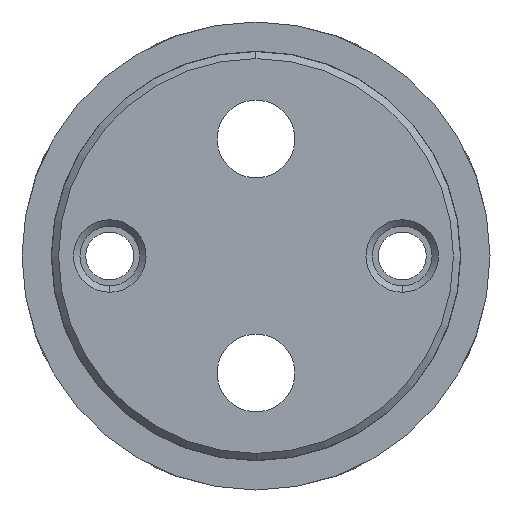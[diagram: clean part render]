
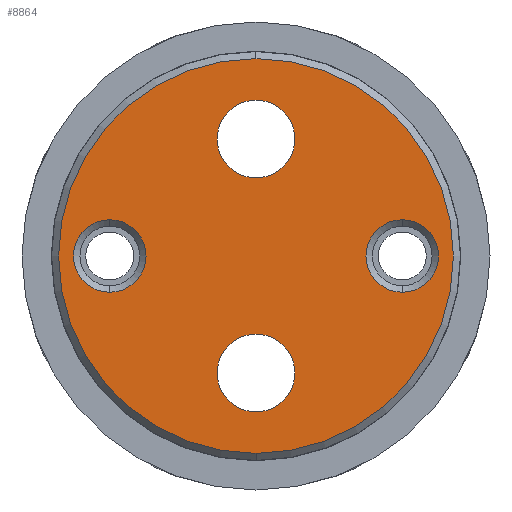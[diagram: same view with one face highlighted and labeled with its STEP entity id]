
A CAD part, left-side view. The second image highlights one B-rep face of the part: STEP entity #8864.
In plain terms, the highlighted planar face has unit normal (-1, 0, 0).
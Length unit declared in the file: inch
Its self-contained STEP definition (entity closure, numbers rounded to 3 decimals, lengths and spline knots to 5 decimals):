
#3 = ORIENTED_EDGE ( 'NONE', *, *, #8418, .T. ) ;
#105 = CIRCLE ( 'NONE', #5707, 0.155 ) ;
#113 = DIRECTION ( 'NONE',  ( -1., 0., 0. ) ) ;
#149 = CARTESIAN_POINT ( 'NONE',  ( -0.312, 0., 0.334 ) ) ;
#357 = DIRECTION ( 'NONE',  ( 0., 0., 1. ) ) ;
#381 = CIRCLE ( 'NONE', #5881, 0.8435 ) ;
#419 = CARTESIAN_POINT ( 'NONE',  ( -0.312, 0., -0.5 ) ) ;
#462 = CARTESIAN_POINT ( 'NONE',  ( -0.312, -0.625, 0. ) ) ;
#484 = ORIENTED_EDGE ( 'NONE', *, *, #4611, .T. ) ;
#520 = CARTESIAN_POINT ( 'NONE',  ( -0.312, 0.625, 0.155 ) ) ;
#665 = EDGE_LOOP ( 'NONE', ( #1233, #3626 ) ) ;
#748 = CIRCLE ( 'NONE', #5000, 0.166 ) ;
#809 = EDGE_CURVE ( 'NONE', #1167, #1088, #5575, .T. ) ;
#853 = ORIENTED_EDGE ( 'NONE', *, *, #1530, .T. ) ;
#912 = AXIS2_PLACEMENT_3D ( 'NONE', #1508, #4556, #3152 ) ;
#953 = CIRCLE ( 'NONE', #6293, 0.166 ) ;
#1056 = ORIENTED_EDGE ( 'NONE', *, *, #7044, .T. ) ;
#1088 = VERTEX_POINT ( 'NONE', #2729 ) ;
#1127 = CARTESIAN_POINT ( 'NONE',  ( -0.312, 0., -0.8435 ) ) ;
#1149 = EDGE_CURVE ( 'NONE', #8430, #3981, #748, .T. ) ;
#1167 = VERTEX_POINT ( 'NONE', #149 ) ;
#1219 = DIRECTION ( 'NONE',  ( 0., 0., 1. ) ) ;
#1233 = ORIENTED_EDGE ( 'NONE', *, *, #7566, .F. ) ;
#1253 = DIRECTION ( 'NONE',  ( -1., 0., 0. ) ) ;
#1508 = CARTESIAN_POINT ( 'NONE',  ( -0.312, 0., 0.5 ) ) ;
#1530 = EDGE_CURVE ( 'NONE', #5035, #2359, #6356, .T. ) ;
#1680 = CARTESIAN_POINT ( 'NONE',  ( -0.312, 0., -0.5 ) ) ;
#1825 = FACE_BOUND ( 'NONE', #665, .T. ) ;
#1946 = CARTESIAN_POINT ( 'NONE',  ( -0.312, -0.625, -0.155 ) ) ;
#2025 = FACE_BOUND ( 'NONE', #2391, .T. ) ;
#2192 = VERTEX_POINT ( 'NONE', #1946 ) ;
#2195 = ORIENTED_EDGE ( 'NONE', *, *, #7548, .T. ) ;
#2203 = CARTESIAN_POINT ( 'NONE',  ( -0.312, 0., 0. ) ) ;
#2359 = VERTEX_POINT ( 'NONE', #520 ) ;
#2373 = DIRECTION ( 'NONE',  ( 0., 0., 1. ) ) ;
#2391 = EDGE_LOOP ( 'NONE', ( #6757, #2866 ) ) ;
#2521 = FACE_BOUND ( 'NONE', #7715, .T. ) ;
#2538 = DIRECTION ( 'NONE',  ( 0., 0., 1. ) ) ;
#2637 = AXIS2_PLACEMENT_3D ( 'NONE', #3918, #7263, #2538 ) ;
#2729 = CARTESIAN_POINT ( 'NONE',  ( -0.312, 0., 0.666 ) ) ;
#2785 = DIRECTION ( 'NONE',  ( -1., 0., 0. ) ) ;
#2866 = ORIENTED_EDGE ( 'NONE', *, *, #7786, .F. ) ;
#3037 = DIRECTION ( 'NONE',  ( 1., 0., 0. ) ) ;
#3152 = DIRECTION ( 'NONE',  ( 0., 0., 1. ) ) ;
#3362 = CARTESIAN_POINT ( 'NONE',  ( -0.312, 0.625, 0. ) ) ;
#3503 = AXIS2_PLACEMENT_3D ( 'NONE', #7390, #7330, #8496 ) ;
#3626 = ORIENTED_EDGE ( 'NONE', *, *, #809, .F. ) ;
#3647 = EDGE_CURVE ( 'NONE', #3750, #2192, #3968, .T. ) ;
#3750 = VERTEX_POINT ( 'NONE', #7028 ) ;
#3918 = CARTESIAN_POINT ( 'NONE',  ( -0.312, 0., 0. ) ) ;
#3968 = CIRCLE ( 'NONE', #7045, 0.155 ) ;
#3981 = VERTEX_POINT ( 'NONE', #7172 ) ;
#4087 = FACE_BOUND ( 'NONE', #6907, .T. ) ;
#4246 = CARTESIAN_POINT ( 'NONE',  ( -0.312, 0., 0.8435 ) ) ;
#4514 = DIRECTION ( 'NONE',  ( 1., 0., 0. ) ) ;
#4556 = DIRECTION ( 'NONE',  ( -1., 0., 0. ) ) ;
#4560 = DIRECTION ( 'NONE',  ( -1., 0., 0. ) ) ;
#4611 = EDGE_CURVE ( 'NONE', #6523, #7418, #5448, .T. ) ;
#4875 = DIRECTION ( 'NONE',  ( 1., 0., 0. ) ) ;
#5000 = AXIS2_PLACEMENT_3D ( 'NONE', #419, #1253, #7870 ) ;
#5035 = VERTEX_POINT ( 'NONE', #6378 ) ;
#5412 = EDGE_LOOP ( 'NONE', ( #484, #3 ) ) ;
#5448 = CIRCLE ( 'NONE', #6099, 0.8435 ) ;
#5575 = CIRCLE ( 'NONE', #912, 0.166 ) ;
#5707 = AXIS2_PLACEMENT_3D ( 'NONE', #8911, #3037, #357 ) ;
#5813 = CARTESIAN_POINT ( 'NONE',  ( -0.312, 0., -0.334 ) ) ;
#5853 = CIRCLE ( 'NONE', #8898, 0.166 ) ;
#5865 = PLANE ( 'NONE',  #2637 ) ;
#5881 = AXIS2_PLACEMENT_3D ( 'NONE', #6738, #4560, #2373 ) ;
#6099 = AXIS2_PLACEMENT_3D ( 'NONE', #2203, #113, #7681 ) ;
#6293 = AXIS2_PLACEMENT_3D ( 'NONE', #8231, #7568, #8663 ) ;
#6356 = CIRCLE ( 'NONE', #7074, 0.155 ) ;
#6378 = CARTESIAN_POINT ( 'NONE',  ( -0.312, 0.625, -0.155 ) ) ;
#6523 = VERTEX_POINT ( 'NONE', #1127 ) ;
#6653 = DIRECTION ( 'NONE',  ( 0., 0., 1. ) ) ;
#6738 = CARTESIAN_POINT ( 'NONE',  ( -0.312, 0., 0. ) ) ;
#6757 = ORIENTED_EDGE ( 'NONE', *, *, #1149, .F. ) ;
#6907 = EDGE_LOOP ( 'NONE', ( #2195, #853 ) ) ;
#7028 = CARTESIAN_POINT ( 'NONE',  ( -0.312, -0.625, 0.155 ) ) ;
#7044 = EDGE_CURVE ( 'NONE', #2192, #3750, #105, .T. ) ;
#7045 = AXIS2_PLACEMENT_3D ( 'NONE', #462, #4514, #1219 ) ;
#7074 = AXIS2_PLACEMENT_3D ( 'NONE', #3362, #4875, #8345 ) ;
#7172 = CARTESIAN_POINT ( 'NONE',  ( -0.312, 0., -0.666 ) ) ;
#7263 = DIRECTION ( 'NONE',  ( -1., 0., 0. ) ) ;
#7308 = ORIENTED_EDGE ( 'NONE', *, *, #3647, .T. ) ;
#7330 = DIRECTION ( 'NONE',  ( 1., 0., 0. ) ) ;
#7390 = CARTESIAN_POINT ( 'NONE',  ( -0.312, 0.625, 0. ) ) ;
#7418 = VERTEX_POINT ( 'NONE', #4246 ) ;
#7548 = EDGE_CURVE ( 'NONE', #2359, #5035, #8396, .T. ) ;
#7566 = EDGE_CURVE ( 'NONE', #1088, #1167, #953, .T. ) ;
#7568 = DIRECTION ( 'NONE',  ( -1., 0., 0. ) ) ;
#7681 = DIRECTION ( 'NONE',  ( 0., 0., 1. ) ) ;
#7715 = EDGE_LOOP ( 'NONE', ( #7308, #1056 ) ) ;
#7786 = EDGE_CURVE ( 'NONE', #3981, #8430, #5853, .T. ) ;
#7870 = DIRECTION ( 'NONE',  ( 0., 0., 1. ) ) ;
#8123 = FACE_OUTER_BOUND ( 'NONE', #5412, .T. ) ;
#8231 = CARTESIAN_POINT ( 'NONE',  ( -0.312, 0., 0.5 ) ) ;
#8345 = DIRECTION ( 'NONE',  ( 0., 0., 1. ) ) ;
#8396 = CIRCLE ( 'NONE', #3503, 0.155 ) ;
#8418 = EDGE_CURVE ( 'NONE', #7418, #6523, #381, .T. ) ;
#8430 = VERTEX_POINT ( 'NONE', #5813 ) ;
#8496 = DIRECTION ( 'NONE',  ( 0., 0., 1. ) ) ;
#8663 = DIRECTION ( 'NONE',  ( 0., 0., 1. ) ) ;
#8864 = ADVANCED_FACE ( 'NONE', ( #2025, #1825, #8123, #2521, #4087 ), #5865, .T. ) ;
#8898 = AXIS2_PLACEMENT_3D ( 'NONE', #1680, #2785, #6653 ) ;
#8911 = CARTESIAN_POINT ( 'NONE',  ( -0.312, -0.625, 0. ) ) ;
